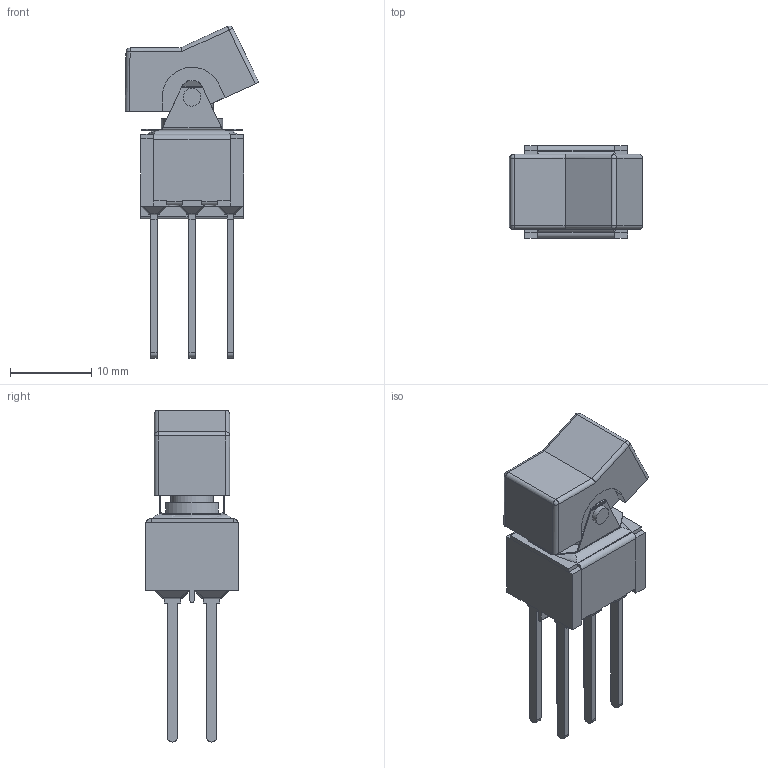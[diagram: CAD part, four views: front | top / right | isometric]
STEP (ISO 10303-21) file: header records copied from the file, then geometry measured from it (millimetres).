
FILE_DESCRIPTION(/* description */ (''),/* implementation_level */ '2;1');
FILE_NAME(/* name */ '300DPxJ1xxxM51xE.stp',/* time_stamp */ '2025-05-07T09:03:58-05:00',/* author */ ('mroman'),/* organization */ (''),/* preprocessor_version */ 'ST-DEVELOPER v18.1',/* originating_system */ 'Autodesk Inventor 2022',/* authorisation */ '');
FILE_SCHEMA (('AUTOMOTIVE_DESIGN { 1 0 10303 214 3 1 1 }'));
Length unit declared in the file: inch
Products named in the file (1): 300DPxJ1xxxM51xE
Bounding box: 16.47 x 11.43 x 40.96 mm (x, y, z)
Volume: 1530.8 mm3; surface area: 3046.9 mm2
Topology: 1 solids, 3 shells, 450 faces, 1166 edges, 715 vertices
Faces by surface type: plane 319, cylinder 101, sphere 28, torus 2
Full cylindrical faces by diameter (mm): 2.2 x4, 3.2 x1, 5.2 x1
Entity records: 13385 total; most frequent: CARTESIAN_POINT 2362, ORIENTED_EDGE 2276, DIRECTION 2274, EDGE_CURVE 1138, LINE 892, VECTOR 892, VERTEX_POINT 715, AXIS2_PLACEMENT_3D 691
